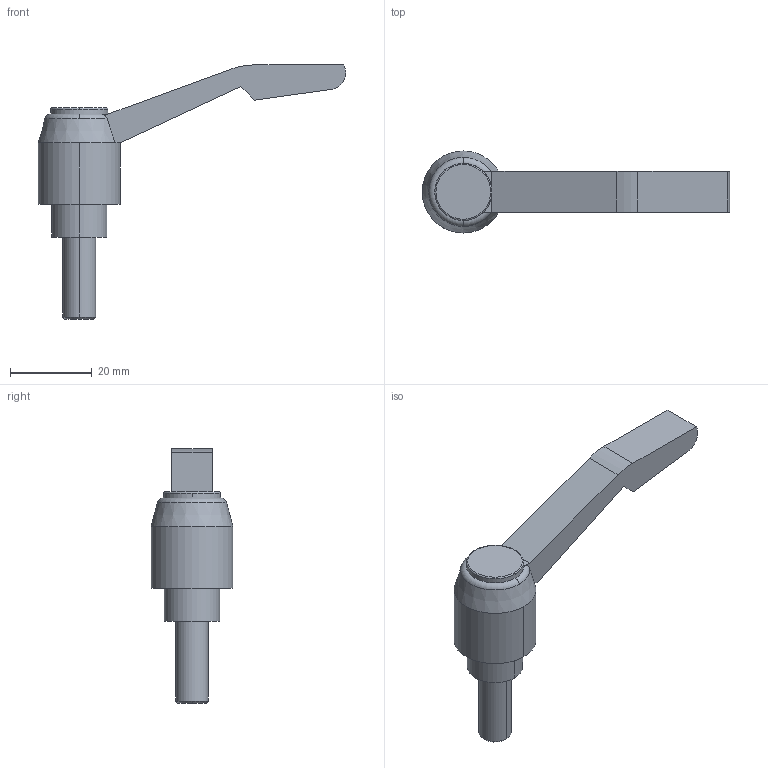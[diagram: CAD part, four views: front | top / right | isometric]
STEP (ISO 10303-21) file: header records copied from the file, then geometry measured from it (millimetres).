
FILE_DESCRIPTION (( 'STEP AP203' ), '1' );
FILE_NAME ('3_842_516_846_Bosch.step', '2024-06-10T06:45:56', ( '' ), ( '' ), 'SwSTEP 2.0', 'SolidWorks 2014', '' );
FILE_SCHEMA (( 'CONFIG_CONTROL_DESIGN' ));
Length unit declared in the file: millimetre
Products named in the file (1): 3_842_516_846_Bosch
Bounding box: 74.97 x 20 x 62 mm (x, y, z)
Volume: 12711 mm3; surface area: 4691.9 mm2
Topology: 1 solids, 1 shells, 34 faces, 83 edges, 53 vertices
Faces by surface type: plane 15, cylinder 11, torus 5, cone 3
Entity records: 1110 total; most frequent: CARTESIAN_POINT 197, DIRECTION 193, ORIENTED_EDGE 166, EDGE_CURVE 83, AXIS2_PLACEMENT_3D 79, VERTEX_POINT 53, CIRCLE 44, EDGE_LOOP 36
